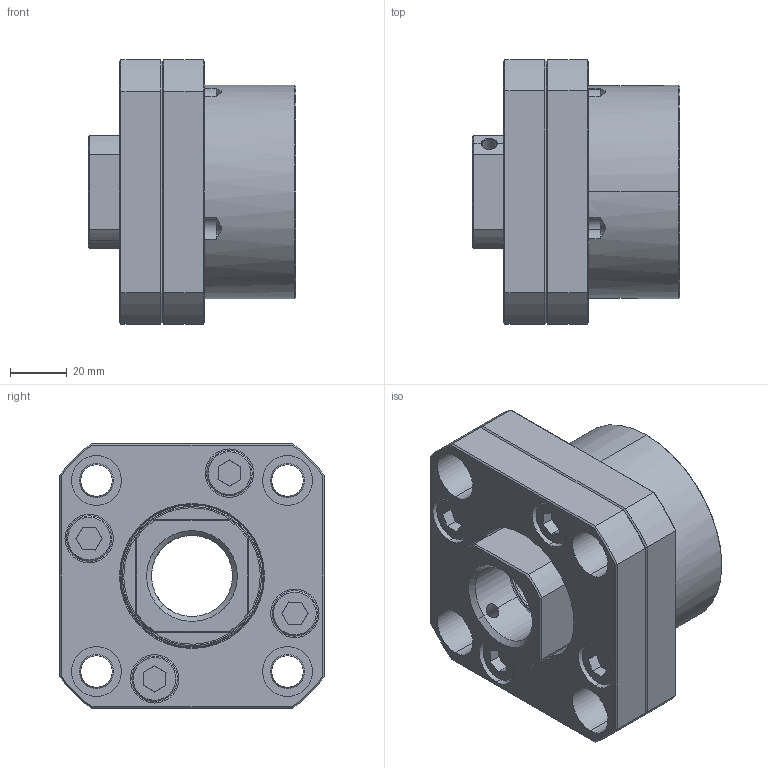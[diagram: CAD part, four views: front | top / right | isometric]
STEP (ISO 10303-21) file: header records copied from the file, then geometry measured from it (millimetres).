
FILE_DESCRIPTION(('HOOPS Exchange Step'),'2;1');
FILE_NAME('export-BD7FF190-070E-40D7-8E44-A9858B692520.stp','2025-01-13T08:15:12+01:00',('Engineering'),('Alibre'),'HOOPS Exchange 2024.3','Alibre','Unknown authorisation');
FILE_SCHEMA( ('AP242_MANAGED_MODEL_BASED_3D_ENGINEERING_MIM_LF {1 0 10303 442 1 1 4 }') );
Length unit declared in the file: millimetre
Products named in the file (1): 5010 FK30 Fixed Ballscrew Support Units (C3 quality) Mounting A
Bounding box: 73 x 93 x 93 mm (x, y, z)
Surface area: 58506.5 mm2 (no closed solid volume)
Topology: 0 solids, 16 shells, 229 faces, 573 edges, 355 vertices
Faces by surface type: plane 77, cylinder 72, cone 56, torus 20, bspline 4
Entity records: 7312 total; most frequent: CARTESIAN_POINT 1758, DIRECTION 1228, ORIENTED_EDGE 1034, EDGE_CURVE 573, AXIS2_PLACEMENT_3D 491, VERTEX_POINT 355, CIRCLE 264, EDGE_LOOP 256
